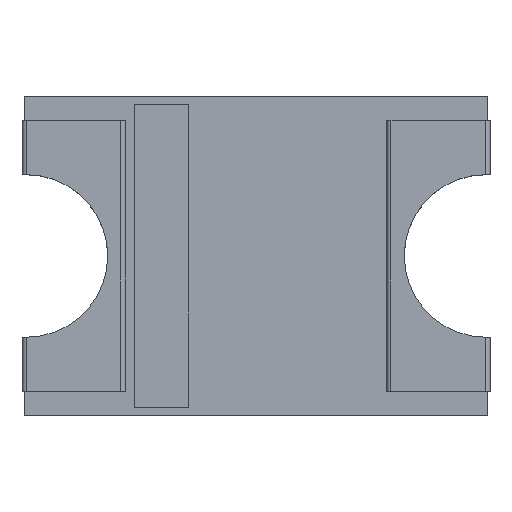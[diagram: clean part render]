
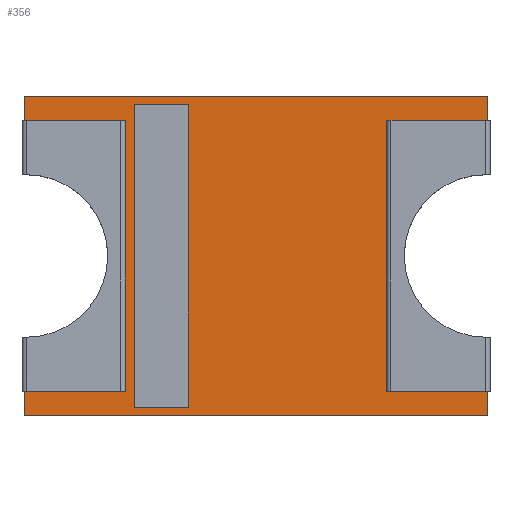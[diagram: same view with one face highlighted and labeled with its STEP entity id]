
A CAD part, top view. The second image highlights one B-rep face of the part: STEP entity #356.
In plain terms, the highlighted planar face has unit normal (0, 0, 1).
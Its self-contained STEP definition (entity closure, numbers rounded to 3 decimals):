
#12=DIRECTION('',(0.,0.,1.));
#27=VECTOR('',#28,1.);
#28=DIRECTION('',(1.,0.,0.));
#104=VERTEX_POINT('',#105);
#105=CARTESIAN_POINT('',(1.45,1.505,1.));
#109=ORIENTED_EDGE('',*,*,#110,.T.);
#110=EDGE_CURVE('',#104,#111,#113,.T.);
#111=VERTEX_POINT('',#112);
#112=CARTESIAN_POINT('',(2.575,1.505,1.));
#113=LINE('',#114,#27);
#114=CARTESIAN_POINT('',(-0.563,1.505,1.));
#250=VERTEX_POINT('',#251);
#251=CARTESIAN_POINT('',(1.45,-1.505,1.));
#256=EDGE_CURVE('',#250,#257,#259,.T.);
#257=VERTEX_POINT('',#258);
#258=CARTESIAN_POINT('',(2.575,-1.505,1.));
#259=LINE('',#260,#27);
#260=CARTESIAN_POINT('',(-0.563,-1.505,1.));
#271=ORIENTED_EDGE('',*,*,#272,.T.);
#272=EDGE_CURVE('',#250,#104,#273,.T.);
#273=LINE('',#274,#275);
#274=CARTESIAN_POINT('',(1.45,-0.135,1.));
#275=VECTOR('',#276,1.);
#276=DIRECTION('',(0.,1.,0.));
#289=VECTOR('',#290,1.);
#290=DIRECTION('',(0.,1.,0.));
#296=VECTOR('',#297,1.);
#297=DIRECTION('',(1.,0.,0.));
#310=VECTOR('',#311,1.);
#311=DIRECTION('',(-1.,0.,0.));
#318=VECTOR('',#319,1.);
#319=DIRECTION('',(0.,-1.,0.));
#346=EDGE_CURVE('',#111,#347,#349,.T.);
#347=VERTEX_POINT('',#348);
#348=CARTESIAN_POINT('',(2.575,1.775,1.));
#349=LINE('',#350,#289);
#350=CARTESIAN_POINT('',(2.575,-1.775,1.));
#356=ADVANCED_FACE('',(#357,#399),#427,.T.);
#357=FACE_BOUND('',#358,.T.);
#358=EDGE_LOOP('',(#359,#360,#365,#371,#377,#383,#389,#392,#396,#398,#271,#109));
#359=ORIENTED_EDGE('',*,*,#346,.T.);
#360=ORIENTED_EDGE('',*,*,#361,.F.);
#361=EDGE_CURVE('',#362,#347,#364,.T.);
#362=VERTEX_POINT('',#363);
#363=CARTESIAN_POINT('',(-2.575,1.775,1.));
#364=LINE('',#363,#296);
#365=ORIENTED_EDGE('',*,*,#366,.F.);
#366=EDGE_CURVE('',#367,#362,#369,.T.);
#367=VERTEX_POINT('',#368);
#368=CARTESIAN_POINT('',(-2.575,1.505,1.));
#369=LINE('',#370,#289);
#370=CARTESIAN_POINT('',(-2.575,-1.775,1.));
#371=ORIENTED_EDGE('',*,*,#372,.F.);
#372=EDGE_CURVE('',#373,#367,#375,.T.);
#373=VERTEX_POINT('',#374);
#374=CARTESIAN_POINT('',(-1.45,1.505,1.));
#375=LINE('',#376,#310);
#376=CARTESIAN_POINT('',(-2.013,1.505,1.));
#377=ORIENTED_EDGE('',*,*,#378,.T.);
#378=EDGE_CURVE('',#373,#379,#381,.T.);
#379=VERTEX_POINT('',#380);
#380=CARTESIAN_POINT('',(-1.45,-1.505,1.));
#381=LINE('',#382,#318);
#382=CARTESIAN_POINT('',(-1.45,-1.64,1.));
#383=ORIENTED_EDGE('',*,*,#384,.T.);
#384=EDGE_CURVE('',#379,#385,#387,.T.);
#385=VERTEX_POINT('',#386);
#386=CARTESIAN_POINT('',(-2.575,-1.505,1.));
#387=LINE('',#388,#310);
#388=CARTESIAN_POINT('',(-2.013,-1.505,1.));
#389=ORIENTED_EDGE('',*,*,#390,.F.);
#390=EDGE_CURVE('',#391,#385,#369,.T.);
#391=VERTEX_POINT('',#370);
#392=ORIENTED_EDGE('',*,*,#393,.T.);
#393=EDGE_CURVE('',#391,#394,#395,.T.);
#394=VERTEX_POINT('',#350);
#395=LINE('',#370,#296);
#396=ORIENTED_EDGE('',*,*,#397,.T.);
#397=EDGE_CURVE('',#394,#257,#349,.T.);
#398=ORIENTED_EDGE('',*,*,#256,.F.);
#399=FACE_BOUND('',#400,.T.);
#400=EDGE_LOOP('',(#401,#409,#417,#423));
#401=ORIENTED_EDGE('',*,*,#402,.F.);
#402=EDGE_CURVE('',#403,#405,#407,.T.);
#403=VERTEX_POINT('',#404);
#404=CARTESIAN_POINT('',(-0.755,-1.68,1.));
#405=VERTEX_POINT('',#406);
#406=CARTESIAN_POINT('',(-0.755,1.68,1.));
#407=LINE('',#408,#289);
#408=CARTESIAN_POINT('',(-0.755,-1.728,1.));
#409=ORIENTED_EDGE('',*,*,#410,.T.);
#410=EDGE_CURVE('',#403,#411,#413,.T.);
#411=VERTEX_POINT('',#412);
#412=CARTESIAN_POINT('',(-1.355,-1.68,1.));
#413=LINE('',#414,#415);
#414=CARTESIAN_POINT('',(-1.965,-1.68,1.));
#415=VECTOR('',#416,1.);
#416=DIRECTION('',(-1.,0.,0.));
#417=ORIENTED_EDGE('',*,*,#418,.T.);
#418=EDGE_CURVE('',#411,#419,#421,.T.);
#419=VERTEX_POINT('',#420);
#420=CARTESIAN_POINT('',(-1.355,1.68,1.));
#421=LINE('',#422,#289);
#422=CARTESIAN_POINT('',(-1.355,-1.728,1.));
#423=ORIENTED_EDGE('',*,*,#424,.F.);
#424=EDGE_CURVE('',#405,#419,#425,.T.);
#425=LINE('',#426,#415);
#426=CARTESIAN_POINT('',(-1.965,1.68,1.));
#427=PLANE('',#428);
#428=AXIS2_PLACEMENT_3D('',#370,#12,#297);
